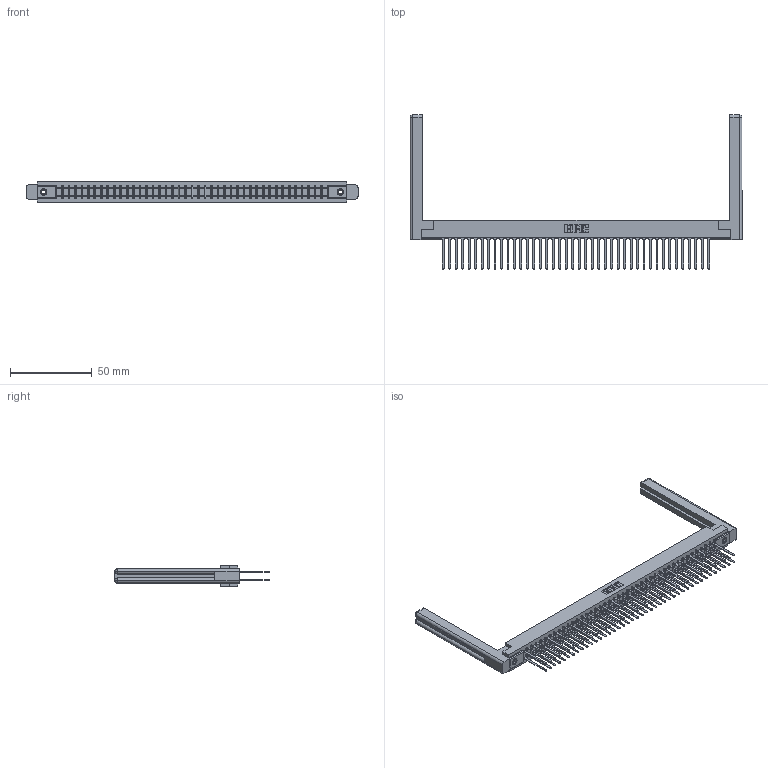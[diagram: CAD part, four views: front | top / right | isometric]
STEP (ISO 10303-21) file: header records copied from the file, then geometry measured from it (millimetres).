
FILE_DESCRIPTION (( 'STEP AP203' ), '1' );
FILE_NAME ('307-084-540-258.STEP', '2019-09-07T01:49:50', ( '' ), ( '' ), 'SwSTEP 2.0', 'SolidWorks 2016', '' );
FILE_SCHEMA (( 'CONFIG_CONTROL_DESIGN' ));
Length unit declared in the file: inch
Products named in the file (5): 307-290-001_540; 345-250-001_345-250-001-102; 307 Part_.156 Dia Mounting Holes; 307-220-058; 307-084-540-258
Assembly tree (89 placements, depth 2):
  307-084-540-258
    307 Part_.156 Dia Mounting Holes
    307-290-001_540  x84
    307-220-058  x2
    345-250-001_345-250-001-102  x2
Bounding box: 203.05 x 94.31 x 12.7 mm (x, y, z)
Volume: 29190.2 mm3; surface area: 34687.9 mm2
Topology: 89 solids, 89 shells, 4167 faces, 11597 edges, 7490 vertices
Faces by surface type: plane 2758, cylinder 1299, sphere 86, torus 12, cone 12
Entity records: 39951 total; most frequent: CARTESIAN_POINT 6553, ORIENTED_EDGE 6436, DIRECTION 6376, EDGE_CURVE 3218, LINE 2466, VECTOR 2466, VERTEX_POINT 2078, AXIS2_PLACEMENT_3D 1955
